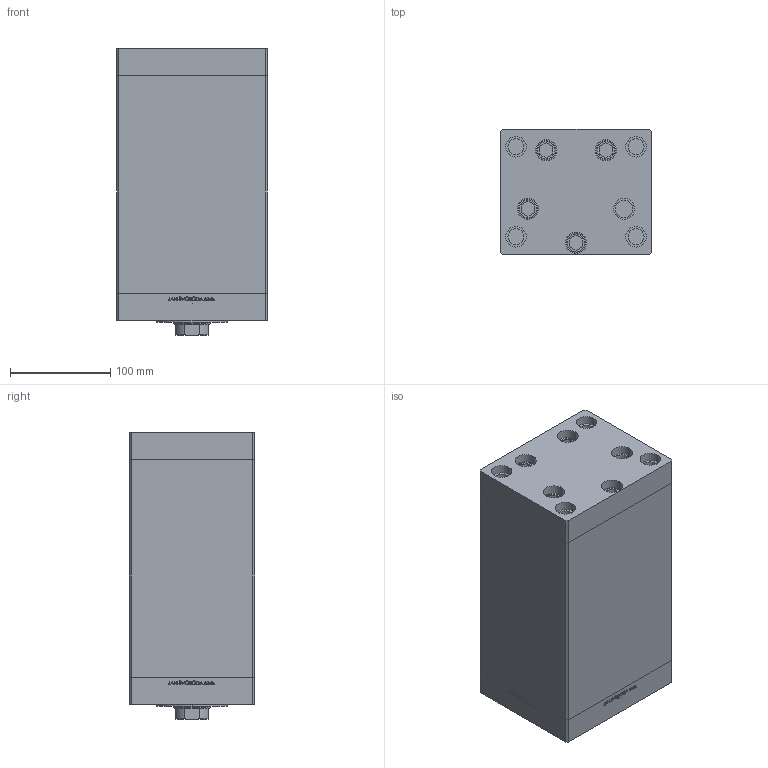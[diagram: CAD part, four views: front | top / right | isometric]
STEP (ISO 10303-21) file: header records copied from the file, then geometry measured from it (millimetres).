
FILE_DESCRIPTION (( 'STEP AP203' ), '1' );
FILE_NAME ('b3d4.STEP', '2024-01-08T23:16:37', ( '' ), ( '' ), 'SwSTEP 2.0', 'SolidWorks 2019', '' );
FILE_SCHEMA (( 'CONFIG_CONTROL_DESIGN' ));
Length unit declared in the file: millimetre
Products named in the file (6): V220C BACK_C 46f6b351d4d0ea2ee19c493fd1c8ee59; b3d4; V220C_VC_C 46f6b351d4d0ea2ee19c493fd1c8ee59; V220C FRONT 46f6b351d4d0ea2ee19c493fd1c8ee59; V220C_C MIDDLE 46f6b351d4d0ea2ee19c493fd1c8ee59; ALLEN BOLT 46f6b351d4d0ea2ee19c493fd1c8ee59
Assembly tree (13 placements, depth 2):
  b3d4
    ALLEN BOLT 46f6b351d4d0ea2ee19c493fd1c8ee59  x9
    V220C_C MIDDLE 46f6b351d4d0ea2ee19c493fd1c8ee59
    V220C FRONT 46f6b351d4d0ea2ee19c493fd1c8ee59
    V220C_VC_C 46f6b351d4d0ea2ee19c493fd1c8ee59
    V220C BACK_C 46f6b351d4d0ea2ee19c493fd1c8ee59
Bounding box: 150 x 125 x 286 mm (x, y, z)
Volume: 4127424.1 mm3; surface area: 449865.4 mm2
Topology: 13 solids, 13 shells, 1163 faces, 2875 edges, 1887 vertices
Faces by surface type: plane 542, bspline 380, cylinder 159, cone 42, torus 40
Entity records: 48969 total; most frequent: CARTESIAN_POINT 26519, ORIENTED_EDGE 5010, DIRECTION 3261, EDGE_CURVE 2505, VERTEX_POINT 1663, VECTOR 1459, LINE 1459, EDGE_LOOP 1162
